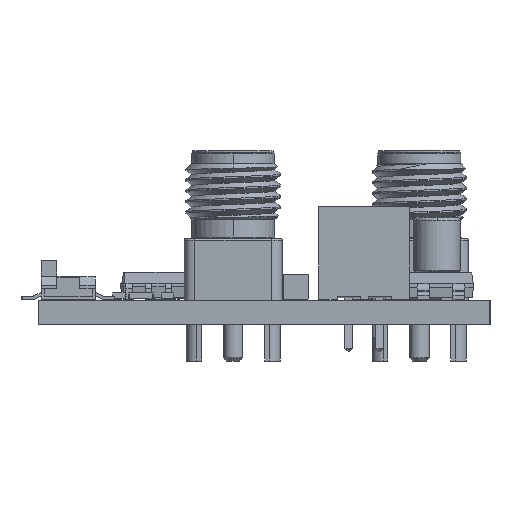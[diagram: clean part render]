
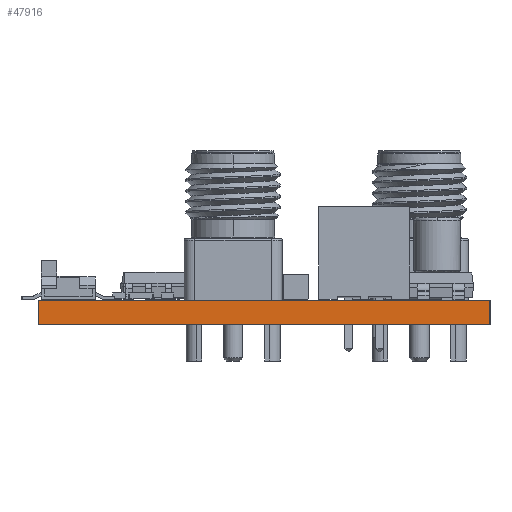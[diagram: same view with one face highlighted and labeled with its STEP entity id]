
A CAD part, left-side view. The second image highlights one B-rep face of the part: STEP entity #47916.
In plain terms, the highlighted planar face has unit normal (-1, 0, 0).
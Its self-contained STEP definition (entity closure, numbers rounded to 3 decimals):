
#47800 = EDGE_CURVE('',#47801,#47803,#47805,.T.);
#47801 = VERTEX_POINT('',#47802);
#47802 = CARTESIAN_POINT('',(21.59,-43.18,0.));
#47803 = VERTEX_POINT('',#47804);
#47804 = CARTESIAN_POINT('',(21.59,-43.18,1.6));
#47805 = SURFACE_CURVE('',#47806,(#47810,#47822),.PCURVE_S1.);
#47806 = LINE('',#47807,#47808);
#47807 = CARTESIAN_POINT('',(21.59,-43.18,0.));
#47808 = VECTOR('',#47809,1.);
#47809 = DIRECTION('',(0.,0.,1.));
#47810 = PCURVE('',#47811,#47816);
#47811 = PLANE('',#47812);
#47812 = AXIS2_PLACEMENT_3D('',#47813,#47814,#47815);
#47813 = CARTESIAN_POINT('',(21.59,-43.18,0.));
#47814 = DIRECTION('',(0.,1.,0.));
#47815 = DIRECTION('',(1.,0.,0.));
#47816 = DEFINITIONAL_REPRESENTATION('',(#47817),#47821);
#47817 = LINE('',#47818,#47819);
#47818 = CARTESIAN_POINT('',(0.,0.));
#47819 = VECTOR('',#47820,1.);
#47820 = DIRECTION('',(0.,-1.));
#47821 = ( GEOMETRIC_REPRESENTATION_CONTEXT(2) 
PARAMETRIC_REPRESENTATION_CONTEXT() REPRESENTATION_CONTEXT('2D SPACE',''
  ) );
#47822 = PCURVE('',#47823,#47828);
#47823 = PLANE('',#47824);
#47824 = AXIS2_PLACEMENT_3D('',#47825,#47826,#47827);
#47825 = CARTESIAN_POINT('',(21.59,-72.39,0.));
#47826 = DIRECTION('',(-1.,0.,0.));
#47827 = DIRECTION('',(0.,1.,0.));
#47828 = DEFINITIONAL_REPRESENTATION('',(#47829),#47833);
#47829 = LINE('',#47830,#47831);
#47830 = CARTESIAN_POINT('',(29.21,0.));
#47831 = VECTOR('',#47832,1.);
#47832 = DIRECTION('',(0.,-1.));
#47833 = ( GEOMETRIC_REPRESENTATION_CONTEXT(2) 
PARAMETRIC_REPRESENTATION_CONTEXT() REPRESENTATION_CONTEXT('2D SPACE',''
  ) );
#47851 = PLANE('',#47852);
#47852 = AXIS2_PLACEMENT_3D('',#47853,#47854,#47855);
#47853 = CARTESIAN_POINT('',(42.545,-57.785,1.6));
#47854 = DIRECTION('',(-0.,-0.,-1.));
#47855 = DIRECTION('',(-1.,0.,0.));
#47905 = PLANE('',#47906);
#47906 = AXIS2_PLACEMENT_3D('',#47907,#47908,#47909);
#47907 = CARTESIAN_POINT('',(42.545,-57.785,0.));
#47908 = DIRECTION('',(-0.,-0.,-1.));
#47909 = DIRECTION('',(-1.,0.,0.));
#47916 = ADVANCED_FACE('',(#47917),#47823,.T.);
#47917 = FACE_BOUND('',#47918,.T.);
#47918 = EDGE_LOOP('',(#47919,#47949,#47970,#47971));
#47919 = ORIENTED_EDGE('',*,*,#47920,.T.);
#47920 = EDGE_CURVE('',#47921,#47923,#47925,.T.);
#47921 = VERTEX_POINT('',#47922);
#47922 = CARTESIAN_POINT('',(21.59,-72.39,0.));
#47923 = VERTEX_POINT('',#47924);
#47924 = CARTESIAN_POINT('',(21.59,-72.39,1.6));
#47925 = SURFACE_CURVE('',#47926,(#47930,#47937),.PCURVE_S1.);
#47926 = LINE('',#47927,#47928);
#47927 = CARTESIAN_POINT('',(21.59,-72.39,0.));
#47928 = VECTOR('',#47929,1.);
#47929 = DIRECTION('',(0.,0.,1.));
#47930 = PCURVE('',#47823,#47931);
#47931 = DEFINITIONAL_REPRESENTATION('',(#47932),#47936);
#47932 = LINE('',#47933,#47934);
#47933 = CARTESIAN_POINT('',(0.,0.));
#47934 = VECTOR('',#47935,1.);
#47935 = DIRECTION('',(0.,-1.));
#47936 = ( GEOMETRIC_REPRESENTATION_CONTEXT(2) 
PARAMETRIC_REPRESENTATION_CONTEXT() REPRESENTATION_CONTEXT('2D SPACE',''
  ) );
#47937 = PCURVE('',#47938,#47943);
#47938 = PLANE('',#47939);
#47939 = AXIS2_PLACEMENT_3D('',#47940,#47941,#47942);
#47940 = CARTESIAN_POINT('',(63.5,-72.39,0.));
#47941 = DIRECTION('',(0.,-1.,0.));
#47942 = DIRECTION('',(-1.,0.,0.));
#47943 = DEFINITIONAL_REPRESENTATION('',(#47944),#47948);
#47944 = LINE('',#47945,#47946);
#47945 = CARTESIAN_POINT('',(41.91,0.));
#47946 = VECTOR('',#47947,1.);
#47947 = DIRECTION('',(0.,-1.));
#47948 = ( GEOMETRIC_REPRESENTATION_CONTEXT(2) 
PARAMETRIC_REPRESENTATION_CONTEXT() REPRESENTATION_CONTEXT('2D SPACE',''
  ) );
#47949 = ORIENTED_EDGE('',*,*,#47950,.T.);
#47950 = EDGE_CURVE('',#47923,#47803,#47951,.T.);
#47951 = SURFACE_CURVE('',#47952,(#47956,#47963),.PCURVE_S1.);
#47952 = LINE('',#47953,#47954);
#47953 = CARTESIAN_POINT('',(21.59,-72.39,1.6));
#47954 = VECTOR('',#47955,1.);
#47955 = DIRECTION('',(0.,1.,0.));
#47956 = PCURVE('',#47823,#47957);
#47957 = DEFINITIONAL_REPRESENTATION('',(#47958),#47962);
#47958 = LINE('',#47959,#47960);
#47959 = CARTESIAN_POINT('',(0.,-1.6));
#47960 = VECTOR('',#47961,1.);
#47961 = DIRECTION('',(1.,0.));
#47962 = ( GEOMETRIC_REPRESENTATION_CONTEXT(2) 
PARAMETRIC_REPRESENTATION_CONTEXT() REPRESENTATION_CONTEXT('2D SPACE',''
  ) );
#47963 = PCURVE('',#47851,#47964);
#47964 = DEFINITIONAL_REPRESENTATION('',(#47965),#47969);
#47965 = LINE('',#47966,#47967);
#47966 = CARTESIAN_POINT('',(20.955,-14.605));
#47967 = VECTOR('',#47968,1.);
#47968 = DIRECTION('',(0.,1.));
#47969 = ( GEOMETRIC_REPRESENTATION_CONTEXT(2) 
PARAMETRIC_REPRESENTATION_CONTEXT() REPRESENTATION_CONTEXT('2D SPACE',''
  ) );
#47970 = ORIENTED_EDGE('',*,*,#47800,.F.);
#47971 = ORIENTED_EDGE('',*,*,#47972,.F.);
#47972 = EDGE_CURVE('',#47921,#47801,#47973,.T.);
#47973 = SURFACE_CURVE('',#47974,(#47978,#47985),.PCURVE_S1.);
#47974 = LINE('',#47975,#47976);
#47975 = CARTESIAN_POINT('',(21.59,-72.39,0.));
#47976 = VECTOR('',#47977,1.);
#47977 = DIRECTION('',(0.,1.,0.));
#47978 = PCURVE('',#47823,#47979);
#47979 = DEFINITIONAL_REPRESENTATION('',(#47980),#47984);
#47980 = LINE('',#47981,#47982);
#47981 = CARTESIAN_POINT('',(0.,0.));
#47982 = VECTOR('',#47983,1.);
#47983 = DIRECTION('',(1.,0.));
#47984 = ( GEOMETRIC_REPRESENTATION_CONTEXT(2) 
PARAMETRIC_REPRESENTATION_CONTEXT() REPRESENTATION_CONTEXT('2D SPACE',''
  ) );
#47985 = PCURVE('',#47905,#47986);
#47986 = DEFINITIONAL_REPRESENTATION('',(#47987),#47991);
#47987 = LINE('',#47988,#47989);
#47988 = CARTESIAN_POINT('',(20.955,-14.605));
#47989 = VECTOR('',#47990,1.);
#47990 = DIRECTION('',(0.,1.));
#47991 = ( GEOMETRIC_REPRESENTATION_CONTEXT(2) 
PARAMETRIC_REPRESENTATION_CONTEXT() REPRESENTATION_CONTEXT('2D SPACE',''
  ) );
